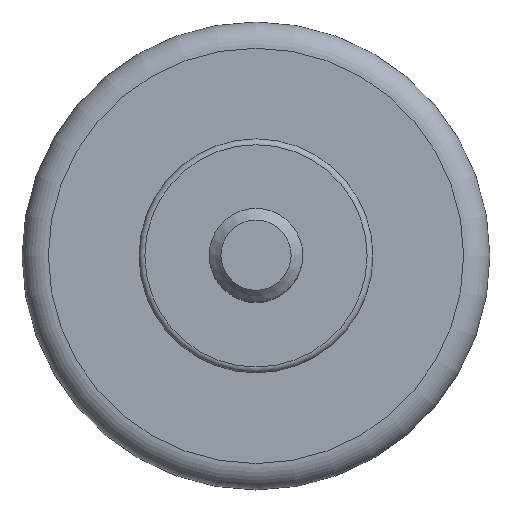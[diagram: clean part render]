
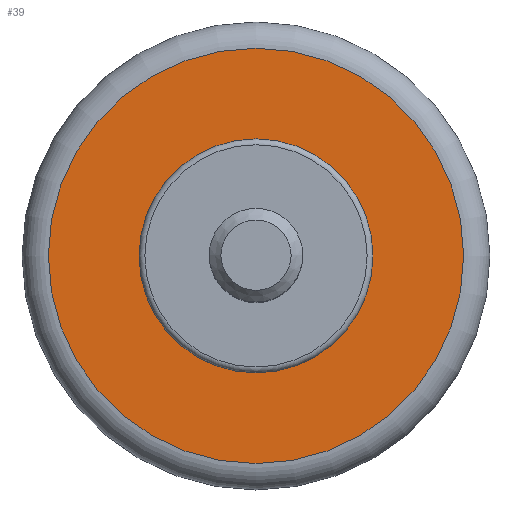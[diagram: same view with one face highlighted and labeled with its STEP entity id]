
A CAD part, top view. The second image highlights one B-rep face of the part: STEP entity #39.
In plain terms, the highlighted planar face has unit normal (0, 0, 1).
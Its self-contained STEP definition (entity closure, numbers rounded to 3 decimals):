
#39 = ADVANCED_FACE( '', ( #82, #83 ), #84, .F. );
#82 = FACE_OUTER_BOUND( '', #131, .T. );
#83 = FACE_BOUND( '', #132, .T. );
#84 = PLANE( '', #133 );
#131 = EDGE_LOOP( '', ( #178 ) );
#132 = EDGE_LOOP( '', ( #179 ) );
#133 = AXIS2_PLACEMENT_3D( '', #180, #181, #182 );
#178 = ORIENTED_EDGE( '', *, *, #234, .T. );
#179 = ORIENTED_EDGE( '', *, *, #231, .F. );
#180 = CARTESIAN_POINT( '', ( 20., 0., 9. ) );
#181 = DIRECTION( '', ( 0., 0., -1. ) );
#182 = DIRECTION( '', ( -1., 0., 0. ) );
#231 = EDGE_CURVE( '', #253, #253, #254, .T. );
#234 = EDGE_CURVE( '', #258, #258, #259, .F. );
#253 = VERTEX_POINT( '', #284 );
#254 = CIRCLE( '', #285, 10. );
#258 = VERTEX_POINT( '', #289 );
#259 = CIRCLE( '', #290, 17.75 );
#284 = CARTESIAN_POINT( '', ( 10., 0., 9. ) );
#285 = AXIS2_PLACEMENT_3D( '', #315, #316, #317 );
#289 = CARTESIAN_POINT( '', ( -17.75, 0., 9. ) );
#290 = AXIS2_PLACEMENT_3D( '', #321, #322, #323 );
#315 = CARTESIAN_POINT( '', ( 0., 0., 9. ) );
#316 = DIRECTION( '', ( 0., 0., 1. ) );
#317 = DIRECTION( '', ( 1., 0., 0. ) );
#321 = CARTESIAN_POINT( '', ( 0., 0., 9. ) );
#322 = DIRECTION( '', ( 0., 0., -1. ) );
#323 = DIRECTION( '', ( -1., 0., 0. ) );
